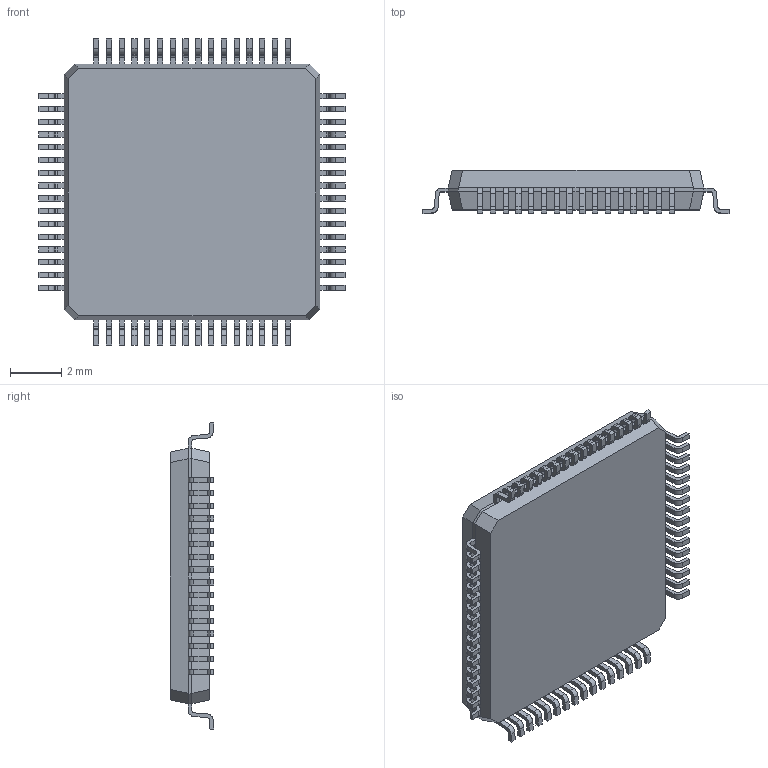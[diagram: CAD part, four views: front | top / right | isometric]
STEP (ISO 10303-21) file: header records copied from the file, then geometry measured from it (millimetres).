
FILE_DESCRIPTION (( 'STEP AP214' ), '1' );
FILE_NAME ('R7FA4M1AB3CFM#AA0.STEP', '2023-12-27T18:11:04', ( 'LENOVO' ), ( '' ), 'SwSTEP 2.0', 'SolidWorks 2021', '' );
FILE_SCHEMA (( 'AUTOMOTIVE_DESIGN' ));
Length unit declared in the file: millimetre
Products named in the file (1): R7FA4M1AB3CFM#AA0
Bounding box: 12 x 1.7 x 12 mm (x, y, z)
Volume: 153.5 mm3; surface area: 327.7 mm2
Topology: 66 solids, 66 shells, 929 faces, 2388 edges, 1592 vertices
Faces by surface type: plane 669, cylinder 260
Entity records: 28741 total; most frequent: CARTESIAN_POINT 4910, ORIENTED_EDGE 4776, DIRECTION 4768, EDGE_CURVE 2388, LINE 1868, VECTOR 1868, VERTEX_POINT 1592, AXIS2_PLACEMENT_3D 1450
